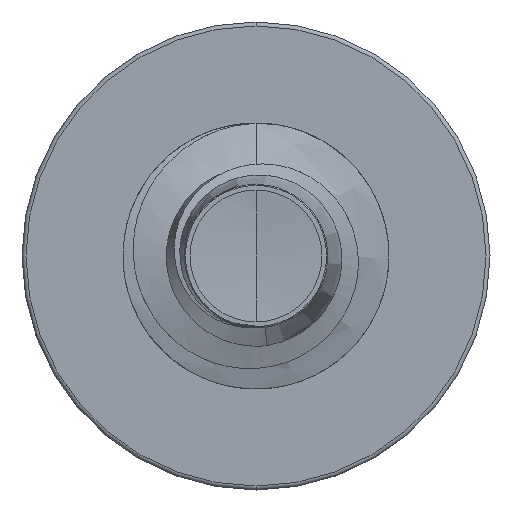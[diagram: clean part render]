
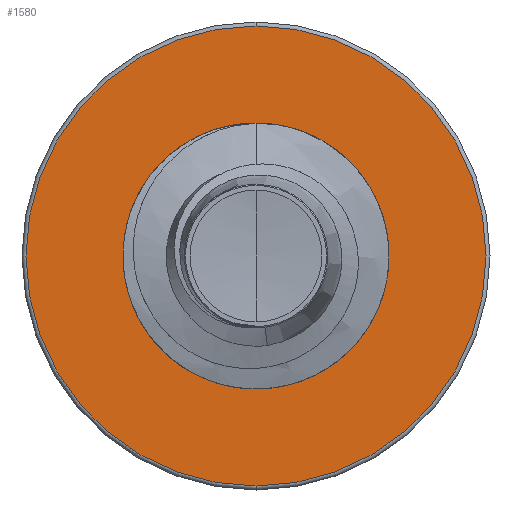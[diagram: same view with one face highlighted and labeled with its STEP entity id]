
A CAD part, front view. The second image highlights one B-rep face of the part: STEP entity #1580.
In plain terms, the highlighted planar face has unit normal (0, -1, 0).
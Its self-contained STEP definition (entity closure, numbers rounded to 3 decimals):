
#1332 = CARTESIAN_POINT ( 'NONE',  ( 0., 17.5, -4.325 ) ) ;
#1580 = ADVANCED_FACE ( 'NONE', ( #9649, #4908 ), #7247, .F. ) ;
#2720 = VERTEX_POINT ( 'NONE', #17593 ) ;
#3511 = DIRECTION ( 'NONE',  ( 0., 0., 1. ) ) ;
#3522 = DIRECTION ( 'NONE',  ( 0., 1., 0. ) ) ;
#3545 = CARTESIAN_POINT ( 'NONE',  ( 0., 17.5, 0. ) ) ;
#3911 = CIRCLE ( 'NONE', #19657, 4.325 ) ;
#4908 = FACE_BOUND ( 'NONE', #18827, .T. ) ;
#5832 = DIRECTION ( 'NONE',  ( 0., 0., 1. ) ) ;
#5857 = DIRECTION ( 'NONE',  ( 0., 1., 0. ) ) ;
#5888 = CARTESIAN_POINT ( 'NONE',  ( 0., 17.5, 0. ) ) ;
#5924 = DIRECTION ( 'NONE',  ( 0., 1., 0. ) ) ;
#6202 = CARTESIAN_POINT ( 'NONE',  ( 0., 17.5, 2.415 ) ) ;
#6800 = DIRECTION ( 'NONE',  ( 0., 0., 1. ) ) ;
#6803 = DIRECTION ( 'NONE',  ( 0., 1., 0. ) ) ;
#6985 = CARTESIAN_POINT ( 'NONE',  ( 0., 17.5, -2.415 ) ) ;
#7247 = PLANE ( 'NONE',  #12886 ) ;
#7977 = ORIENTED_EDGE ( 'NONE', *, *, #9558, .F. ) ;
#8112 = EDGE_CURVE ( 'NONE', #13821, #2720, #18276, .T. ) ;
#8531 = EDGE_CURVE ( 'NONE', #2720, #13821, #17925, .T. ) ;
#9348 = AXIS2_PLACEMENT_3D ( 'NONE', #5888, #5857, #5832 ) ;
#9558 = EDGE_CURVE ( 'NONE', #14397, #18090, #3911, .T. ) ;
#9649 = FACE_OUTER_BOUND ( 'NONE', #16438, .T. ) ;
#11953 = CARTESIAN_POINT ( 'NONE',  ( 0., 17.5, 4.325 ) ) ;
#12215 = ORIENTED_EDGE ( 'NONE', *, *, #8112, .T. ) ;
#12886 = AXIS2_PLACEMENT_3D ( 'NONE', #6985, #6803, #6800 ) ;
#13821 = VERTEX_POINT ( 'NONE', #6202 ) ;
#14397 = VERTEX_POINT ( 'NONE', #1332 ) ;
#15180 = CARTESIAN_POINT ( 'NONE',  ( 0., 17.5, 0. ) ) ;
#15776 = ORIENTED_EDGE ( 'NONE', *, *, #8531, .T. ) ;
#16438 = EDGE_LOOP ( 'NONE', ( #18604, #7977 ) ) ;
#16459 = DIRECTION ( 'NONE',  ( 0., 0., 1. ) ) ;
#16571 = AXIS2_PLACEMENT_3D ( 'NONE', #15180, #5924, #16459 ) ;
#17593 = CARTESIAN_POINT ( 'NONE',  ( 0., 17.5, -2.415 ) ) ;
#17925 = CIRCLE ( 'NONE', #19172, 2.415 ) ;
#18090 = VERTEX_POINT ( 'NONE', #11953 ) ;
#18276 = CIRCLE ( 'NONE', #9348, 2.415 ) ;
#18402 = CIRCLE ( 'NONE', #16571, 4.325 ) ;
#18604 = ORIENTED_EDGE ( 'NONE', *, *, #18637, .F. ) ;
#18637 = EDGE_CURVE ( 'NONE', #18090, #14397, #18402, .T. ) ;
#18827 = EDGE_LOOP ( 'NONE', ( #12215, #15776 ) ) ;
#19172 = AXIS2_PLACEMENT_3D ( 'NONE', #3545, #3522, #3511 ) ;
#19657 = AXIS2_PLACEMENT_3D ( 'NONE', #19808, #19806, #19790 ) ;
#19790 = DIRECTION ( 'NONE',  ( 0., 0., 1. ) ) ;
#19806 = DIRECTION ( 'NONE',  ( 0., 1., 0. ) ) ;
#19808 = CARTESIAN_POINT ( 'NONE',  ( 0., 17.5, 0. ) ) ;
